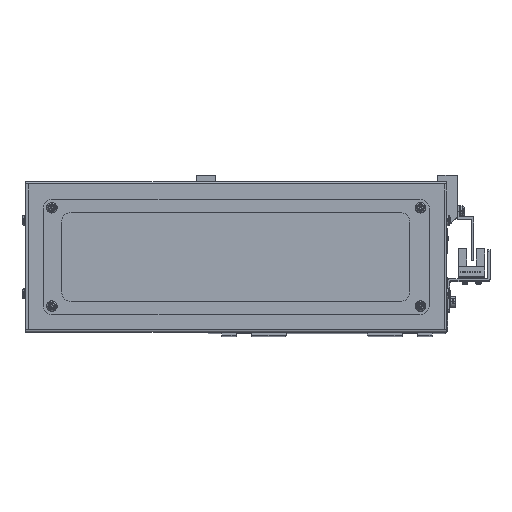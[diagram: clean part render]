
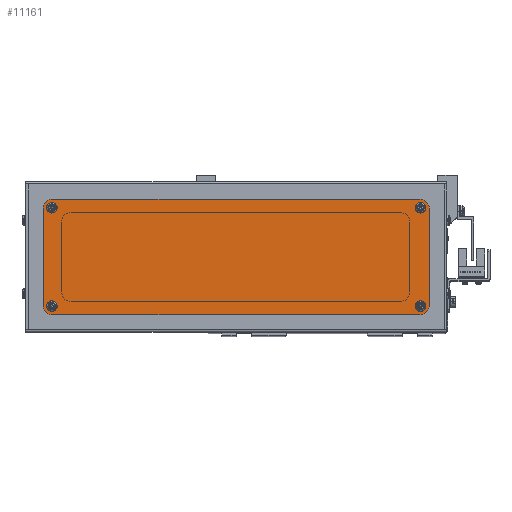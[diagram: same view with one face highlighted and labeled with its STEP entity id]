
A CAD part, top view. The second image highlights one B-rep face of the part: STEP entity #11161.
In plain terms, the highlighted planar face has unit normal (0, 0, 1).
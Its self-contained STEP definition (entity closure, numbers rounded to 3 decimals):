
#206 = EDGE_LOOP ( 'NONE', ( #10393, #70851 ) ) ;
#613 = VERTEX_POINT ( 'NONE', #13777 ) ;
#1298 = AXIS2_PLACEMENT_3D ( 'NONE', #19575, #58216, #25180 ) ;
#2048 = CARTESIAN_POINT ( 'NONE',  ( -95., -25., 2. ) ) ;
#2468 = DIRECTION ( 'NONE',  ( 0., 0., 1. ) ) ;
#3128 = VERTEX_POINT ( 'NONE', #54529 ) ;
#3194 = VERTEX_POINT ( 'NONE', #11091 ) ;
#3233 = CIRCLE ( 'NONE', #18295, 5. ) ;
#4837 = VERTEX_POINT ( 'NONE', #25631 ) ;
#4883 = DIRECTION ( 'NONE',  ( 0., 0., 1. ) ) ;
#4986 = DIRECTION ( 'NONE',  ( 1., 0., 0. ) ) ;
#5483 = EDGE_CURVE ( 'NONE', #40029, #15921, #30064, .T. ) ;
#6567 = ORIENTED_EDGE ( 'NONE', *, *, #7368, .F. ) ;
#6924 = CARTESIAN_POINT ( 'NONE',  ( -95.5, -25.5, 2. ) ) ;
#7368 = EDGE_CURVE ( 'NONE', #58710, #55708, #69348, .T. ) ;
#7557 = DIRECTION ( 'NONE',  ( 1., 0., 0. ) ) ;
#7609 = ORIENTED_EDGE ( 'NONE', *, *, #9283, .F. ) ;
#8271 = CIRCLE ( 'NONE', #56729, 5. ) ;
#8644 = VERTEX_POINT ( 'NONE', #22654 ) ;
#9283 = EDGE_CURVE ( 'NONE', #3194, #15322, #13133, .T. ) ;
#9380 = FACE_BOUND ( 'NONE', #37780, .T. ) ;
#9631 = AXIS2_PLACEMENT_3D ( 'NONE', #6924, #45585, #12501 ) ;
#9980 = DIRECTION ( 'NONE',  ( 0., 0., 1. ) ) ;
#10197 = CIRCLE ( 'NONE', #9631, 1.7 ) ;
#10393 = ORIENTED_EDGE ( 'NONE', *, *, #33045, .F. ) ;
#10399 = CARTESIAN_POINT ( 'NONE',  ( 97.2, -25.5, 2. ) ) ;
#11091 = CARTESIAN_POINT ( 'NONE',  ( -97.2, 25.5, 2. ) ) ;
#11121 = FACE_BOUND ( 'NONE', #46833, .T. ) ;
#11161 = ADVANCED_FACE ( 'NONE', ( #24111, #11121, #38788, #9380, #66351 ), #62615, .T. ) ;
#11683 = CARTESIAN_POINT ( 'NONE',  ( -95.5, 25.5, 2. ) ) ;
#12340 = EDGE_CURVE ( 'NONE', #59552, #61855, #13573, .T. ) ;
#12501 = DIRECTION ( 'NONE',  ( 1., 0., 0. ) ) ;
#12618 = VERTEX_POINT ( 'NONE', #42475 ) ;
#13133 = CIRCLE ( 'NONE', #40349, 1.7 ) ;
#13179 = AXIS2_PLACEMENT_3D ( 'NONE', #60531, #27515, #66050 ) ;
#13573 = CIRCLE ( 'NONE', #20115, 5. ) ;
#13613 = VECTOR ( 'NONE', #57589, 1000. ) ;
#13777 = CARTESIAN_POINT ( 'NONE',  ( -95., -30., 2. ) ) ;
#14658 = AXIS2_PLACEMENT_3D ( 'NONE', #61949, #28943, #67432 ) ;
#15109 = EDGE_CURVE ( 'NONE', #8644, #3128, #34520, .T. ) ;
#15322 = VERTEX_POINT ( 'NONE', #59852 ) ;
#15524 = EDGE_CURVE ( 'NONE', #12618, #53281, #10197, .T. ) ;
#15921 = VERTEX_POINT ( 'NONE', #59515 ) ;
#16021 = CARTESIAN_POINT ( 'NONE',  ( -100., -25., 2. ) ) ;
#16639 = AXIS2_PLACEMENT_3D ( 'NONE', #43035, #9980, #48614 ) ;
#17236 = DIRECTION ( 'NONE',  ( 1., 0., 0. ) ) ;
#18295 = AXIS2_PLACEMENT_3D ( 'NONE', #37989, #4883, #43492 ) ;
#18941 = CARTESIAN_POINT ( 'NONE',  ( 100., 25., 2. ) ) ;
#19575 = CARTESIAN_POINT ( 'NONE',  ( 95., 25., 2. ) ) ;
#19611 = ORIENTED_EDGE ( 'NONE', *, *, #57640, .T. ) ;
#19821 = DIRECTION ( 'NONE',  ( 0., 0., 1. ) ) ;
#20115 = AXIS2_PLACEMENT_3D ( 'NONE', #28831, #67323, #34386 ) ;
#20120 = CIRCLE ( 'NONE', #16639, 1.7 ) ;
#21551 = EDGE_CURVE ( 'NONE', #71042, #4837, #8271, .T. ) ;
#22654 = CARTESIAN_POINT ( 'NONE',  ( 100., 25., 2. ) ) ;
#24111 = FACE_BOUND ( 'NONE', #206, .T. ) ;
#24361 = EDGE_CURVE ( 'NONE', #15322, #3194, #32977, .T. ) ;
#25051 = LINE ( 'NONE', #42844, #52648 ) ;
#25180 = DIRECTION ( 'NONE',  ( 1., 0., 0. ) ) ;
#25631 = CARTESIAN_POINT ( 'NONE',  ( -100., 25., 2. ) ) ;
#26309 = ORIENTED_EDGE ( 'NONE', *, *, #60904, .T. ) ;
#27515 = DIRECTION ( 'NONE',  ( 0., 0., 1. ) ) ;
#28354 = DIRECTION ( 'NONE',  ( 1., 0., 0. ) ) ;
#28618 = ORIENTED_EDGE ( 'NONE', *, *, #15109, .T. ) ;
#28831 = CARTESIAN_POINT ( 'NONE',  ( 95., -25., 2. ) ) ;
#28943 = DIRECTION ( 'NONE',  ( 0., 0., 1. ) ) ;
#30064 = CIRCLE ( 'NONE', #50959, 1.7 ) ;
#30121 = LINE ( 'NONE', #18941, #13613 ) ;
#30515 = EDGE_CURVE ( 'NONE', #45644, #613, #3233, .T. ) ;
#30722 = CARTESIAN_POINT ( 'NONE',  ( -97.2, -25.5, 2. ) ) ;
#32749 = DIRECTION ( 'NONE',  ( 0., 0., 1. ) ) ;
#32977 = CIRCLE ( 'NONE', #67421, 1.7 ) ;
#33045 = EDGE_CURVE ( 'NONE', #15921, #40029, #20120, .T. ) ;
#34386 = DIRECTION ( 'NONE',  ( 1., 0., 0. ) ) ;
#34520 = CIRCLE ( 'NONE', #1298, 5. ) ;
#35585 = CARTESIAN_POINT ( 'NONE',  ( 95.5, 25.5, 2. ) ) ;
#37383 = CARTESIAN_POINT ( 'NONE',  ( -95., 30., 2. ) ) ;
#37780 = EDGE_LOOP ( 'NONE', ( #7609, #51941 ) ) ;
#37989 = CARTESIAN_POINT ( 'NONE',  ( -95., -25., 2. ) ) ;
#38073 = DIRECTION ( 'NONE',  ( 0., 0., 1. ) ) ;
#38788 = FACE_OUTER_BOUND ( 'NONE', #53792, .T. ) ;
#39449 = DIRECTION ( 'NONE',  ( -1., 0., 0. ) ) ;
#40029 = VERTEX_POINT ( 'NONE', #10399 ) ;
#40197 = ORIENTED_EDGE ( 'NONE', *, *, #12340, .T. ) ;
#40349 = AXIS2_PLACEMENT_3D ( 'NONE', #11683, #50313, #17236 ) ;
#40667 = DIRECTION ( 'NONE',  ( 0., 0., 1. ) ) ;
#41085 = DIRECTION ( 'NONE',  ( 1., 0., 0. ) ) ;
#42475 = CARTESIAN_POINT ( 'NONE',  ( -93.8, -25.5, 2. ) ) ;
#42844 = CARTESIAN_POINT ( 'NONE',  ( -100., -25., 2. ) ) ;
#43035 = CARTESIAN_POINT ( 'NONE',  ( 95.5, -25.5, 2. ) ) ;
#43492 = DIRECTION ( 'NONE',  ( 1., 0., 0. ) ) ;
#44789 = CIRCLE ( 'NONE', #14658, 1.7 ) ;
#45585 = DIRECTION ( 'NONE',  ( 0., 0., 1. ) ) ;
#45644 = VERTEX_POINT ( 'NONE', #16021 ) ;
#45993 = ORIENTED_EDGE ( 'NONE', *, *, #63732, .F. ) ;
#46833 = EDGE_LOOP ( 'NONE', ( #6567, #45993 ) ) ;
#47061 = EDGE_CURVE ( 'NONE', #61855, #8644, #30121, .T. ) ;
#47169 = CIRCLE ( 'NONE', #13179, 1.7 ) ;
#47572 = VECTOR ( 'NONE', #39449, 1000. ) ;
#47820 = ORIENTED_EDGE ( 'NONE', *, *, #59102, .T. ) ;
#48614 = DIRECTION ( 'NONE',  ( 1., 0., 0. ) ) ;
#48639 = EDGE_LOOP ( 'NONE', ( #54464, #63518 ) ) ;
#48976 = LINE ( 'NONE', #66886, #63649 ) ;
#50313 = DIRECTION ( 'NONE',  ( 0., 0., 1. ) ) ;
#50959 = AXIS2_PLACEMENT_3D ( 'NONE', #71015, #38073, #4986 ) ;
#51941 = ORIENTED_EDGE ( 'NONE', *, *, #24361, .F. ) ;
#52648 = VECTOR ( 'NONE', #53958, 1000. ) ;
#52919 = CARTESIAN_POINT ( 'NONE',  ( -95.5, 25.5, 2. ) ) ;
#53281 = VERTEX_POINT ( 'NONE', #30722 ) ;
#53792 = EDGE_LOOP ( 'NONE', ( #61074, #47820, #40197, #71165, #28618, #26309, #71032, #19611 ) ) ;
#53958 = DIRECTION ( 'NONE',  ( 0., -1., 0. ) ) ;
#54464 = ORIENTED_EDGE ( 'NONE', *, *, #62141, .F. ) ;
#54529 = CARTESIAN_POINT ( 'NONE',  ( 95., 30., 2. ) ) ;
#55708 = VERTEX_POINT ( 'NONE', #68388 ) ;
#56729 = AXIS2_PLACEMENT_3D ( 'NONE', #65714, #32749, #71215 ) ;
#57589 = DIRECTION ( 'NONE',  ( 0., 1., 0. ) ) ;
#57640 = EDGE_CURVE ( 'NONE', #4837, #45644, #25051, .T. ) ;
#58216 = DIRECTION ( 'NONE',  ( 0., 0., 1. ) ) ;
#58474 = DIRECTION ( 'NONE',  ( 1., 0., 0. ) ) ;
#58710 = VERTEX_POINT ( 'NONE', #63596 ) ;
#59102 = EDGE_CURVE ( 'NONE', #613, #59552, #48976, .T. ) ;
#59111 = CARTESIAN_POINT ( 'NONE',  ( 100., -25., 2. ) ) ;
#59515 = CARTESIAN_POINT ( 'NONE',  ( 93.8, -25.5, 2. ) ) ;
#59552 = VERTEX_POINT ( 'NONE', #65362 ) ;
#59852 = CARTESIAN_POINT ( 'NONE',  ( -93.8, 25.5, 2. ) ) ;
#60531 = CARTESIAN_POINT ( 'NONE',  ( 95.5, 25.5, 2. ) ) ;
#60904 = EDGE_CURVE ( 'NONE', #3128, #71042, #63963, .T. ) ;
#61074 = ORIENTED_EDGE ( 'NONE', *, *, #30515, .T. ) ;
#61376 = CARTESIAN_POINT ( 'NONE',  ( -95., 30., 2. ) ) ;
#61855 = VERTEX_POINT ( 'NONE', #59111 ) ;
#61949 = CARTESIAN_POINT ( 'NONE',  ( -95.5, -25.5, 2. ) ) ;
#62141 = EDGE_CURVE ( 'NONE', #53281, #12618, #44789, .T. ) ;
#62615 = PLANE ( 'NONE',  #63987 ) ;
#63518 = ORIENTED_EDGE ( 'NONE', *, *, #15524, .F. ) ;
#63596 = CARTESIAN_POINT ( 'NONE',  ( 93.8, 25.5, 2. ) ) ;
#63649 = VECTOR ( 'NONE', #28354, 1000. ) ;
#63732 = EDGE_CURVE ( 'NONE', #55708, #58710, #47169, .T. ) ;
#63963 = LINE ( 'NONE', #61376, #47572 ) ;
#63987 = AXIS2_PLACEMENT_3D ( 'NONE', #2048, #40667, #7557 ) ;
#65362 = CARTESIAN_POINT ( 'NONE',  ( 95., -30., 2. ) ) ;
#65714 = CARTESIAN_POINT ( 'NONE',  ( -95., 25., 2. ) ) ;
#66050 = DIRECTION ( 'NONE',  ( 1., 0., 0. ) ) ;
#66351 = FACE_BOUND ( 'NONE', #48639, .T. ) ;
#66886 = CARTESIAN_POINT ( 'NONE',  ( 95., -30., 2. ) ) ;
#67323 = DIRECTION ( 'NONE',  ( 0., 0., 1. ) ) ;
#67421 = AXIS2_PLACEMENT_3D ( 'NONE', #52919, #19821, #58474 ) ;
#67432 = DIRECTION ( 'NONE',  ( 1., 0., 0. ) ) ;
#68154 = AXIS2_PLACEMENT_3D ( 'NONE', #35585, #2468, #41085 ) ;
#68388 = CARTESIAN_POINT ( 'NONE',  ( 97.2, 25.5, 2. ) ) ;
#69348 = CIRCLE ( 'NONE', #68154, 1.7 ) ;
#70851 = ORIENTED_EDGE ( 'NONE', *, *, #5483, .F. ) ;
#71015 = CARTESIAN_POINT ( 'NONE',  ( 95.5, -25.5, 2. ) ) ;
#71032 = ORIENTED_EDGE ( 'NONE', *, *, #21551, .T. ) ;
#71042 = VERTEX_POINT ( 'NONE', #37383 ) ;
#71165 = ORIENTED_EDGE ( 'NONE', *, *, #47061, .T. ) ;
#71215 = DIRECTION ( 'NONE',  ( 1., 0., 0. ) ) ;
